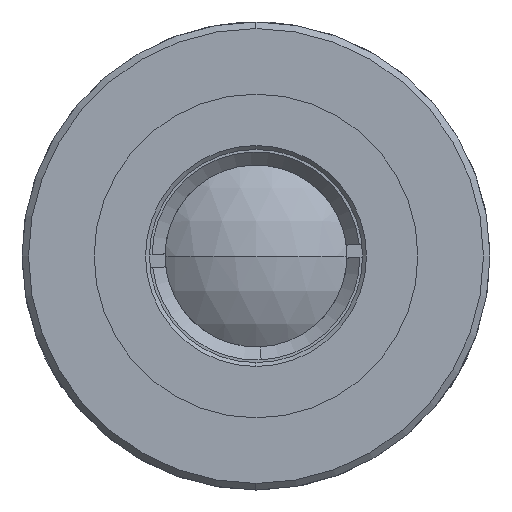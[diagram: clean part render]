
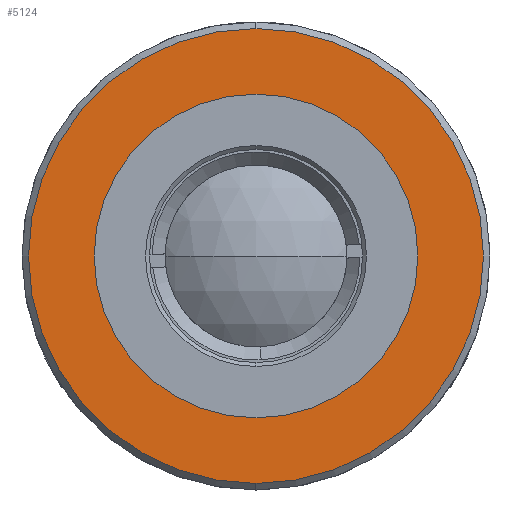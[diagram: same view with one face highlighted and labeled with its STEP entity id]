
A CAD part, left-side view. The second image highlights one B-rep face of the part: STEP entity #5124.
In plain terms, the highlighted planar face has unit normal (-1, 0, 0).
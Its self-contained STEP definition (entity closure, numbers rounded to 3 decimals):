
#25 = VERTEX_POINT ( 'NONE', #2683 ) ;
#350 = CARTESIAN_POINT ( 'NONE',  ( -5.002, 0., 0. ) ) ;
#562 = DIRECTION ( 'NONE',  ( 1., 0., 0. ) ) ;
#706 = DIRECTION ( 'NONE',  ( 0., 0., -1. ) ) ;
#751 = CIRCLE ( 'NONE', #1637, 12.45 ) ;
#850 = ORIENTED_EDGE ( 'NONE', *, *, #1873, .F. ) ;
#1020 = DIRECTION ( 'NONE',  ( 0., 0., -1. ) ) ;
#1144 = CARTESIAN_POINT ( 'NONE',  ( -5.002, 0., 12.45 ) ) ;
#1195 = AXIS2_PLACEMENT_3D ( 'NONE', #350, #3194, #706 ) ;
#1214 = DIRECTION ( 'NONE',  ( -1., 0., 0. ) ) ;
#1274 = ORIENTED_EDGE ( 'NONE', *, *, #2937, .T. ) ;
#1404 = VERTEX_POINT ( 'NONE', #2667 ) ;
#1480 = DIRECTION ( 'NONE',  ( -1., 0., 0. ) ) ;
#1604 = EDGE_CURVE ( 'NONE', #25, #3944, #751, .T. ) ;
#1605 = CARTESIAN_POINT ( 'NONE',  ( -5.002, 0., 0. ) ) ;
#1637 = AXIS2_PLACEMENT_3D ( 'NONE', #3980, #1480, #4787 ) ;
#1873 = EDGE_CURVE ( 'NONE', #3944, #25, #5106, .T. ) ;
#1971 = ORIENTED_EDGE ( 'NONE', *, *, #1604, .F. ) ;
#2240 = DIRECTION ( 'NONE',  ( -1., 0., 0. ) ) ;
#2430 = CIRCLE ( 'NONE', #1195, 17.5 ) ;
#2448 = EDGE_LOOP ( 'NONE', ( #850, #1971 ) ) ;
#2659 = EDGE_LOOP ( 'NONE', ( #5018, #1274 ) ) ;
#2667 = CARTESIAN_POINT ( 'NONE',  ( -5.002, 0., -17.5 ) ) ;
#2683 = CARTESIAN_POINT ( 'NONE',  ( -5.002, 0., -12.45 ) ) ;
#2937 = EDGE_CURVE ( 'NONE', #4991, #1404, #4722, .T. ) ;
#3098 = AXIS2_PLACEMENT_3D ( 'NONE', #3860, #2240, #1020 ) ;
#3194 = DIRECTION ( 'NONE',  ( -1., 0., 0. ) ) ;
#3265 = DIRECTION ( 'NONE',  ( 0., 0., 1. ) ) ;
#3348 = CARTESIAN_POINT ( 'NONE',  ( -5.002, 0., 17.5 ) ) ;
#3412 = AXIS2_PLACEMENT_3D ( 'NONE', #3531, #562, #3911 ) ;
#3531 = CARTESIAN_POINT ( 'NONE',  ( -5.002, 18., 0. ) ) ;
#3860 = CARTESIAN_POINT ( 'NONE',  ( -5.002, 0., 0. ) ) ;
#3911 = DIRECTION ( 'NONE',  ( 0., 0., -1. ) ) ;
#3944 = VERTEX_POINT ( 'NONE', #1144 ) ;
#3980 = CARTESIAN_POINT ( 'NONE',  ( -5.002, 0., 0. ) ) ;
#4057 = EDGE_CURVE ( 'NONE', #1404, #4991, #2430, .T. ) ;
#4403 = AXIS2_PLACEMENT_3D ( 'NONE', #1605, #1214, #3265 ) ;
#4655 = FACE_BOUND ( 'NONE', #2448, .T. ) ;
#4682 = PLANE ( 'NONE',  #3412 ) ;
#4722 = CIRCLE ( 'NONE', #3098, 17.5 ) ;
#4787 = DIRECTION ( 'NONE',  ( 0., 0., 1. ) ) ;
#4991 = VERTEX_POINT ( 'NONE', #3348 ) ;
#5018 = ORIENTED_EDGE ( 'NONE', *, *, #4057, .T. ) ;
#5106 = CIRCLE ( 'NONE', #4403, 12.45 ) ;
#5124 = ADVANCED_FACE ( 'NONE', ( #5175, #4655 ), #4682, .F. ) ;
#5175 = FACE_OUTER_BOUND ( 'NONE', #2659, .T. ) ;
